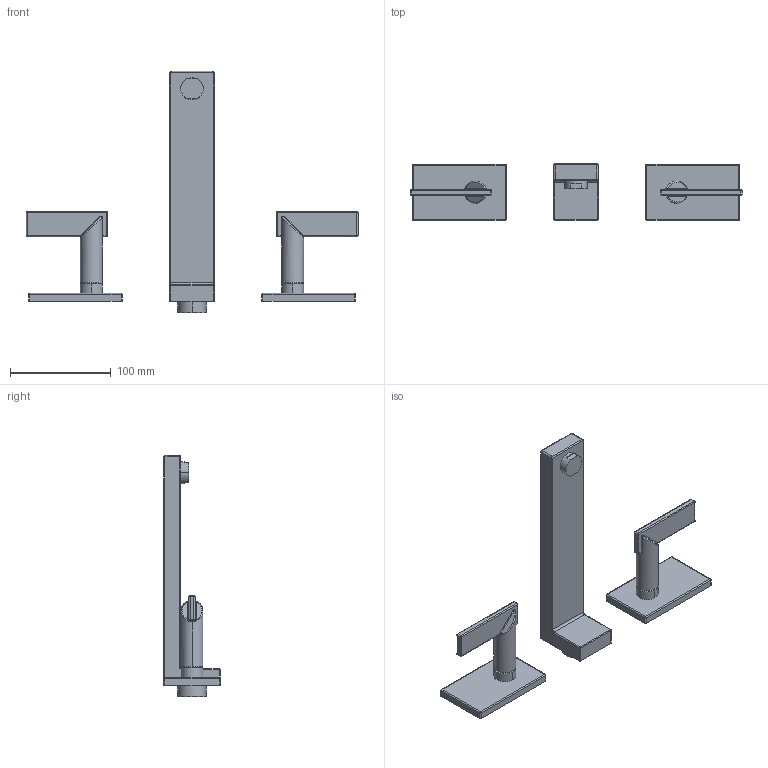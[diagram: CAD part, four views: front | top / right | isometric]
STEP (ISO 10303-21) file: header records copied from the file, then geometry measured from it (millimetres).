
FILE_DESCRIPTION((''),'2;1');
FILE_NAME('3-2541_SW0002','2020-11-25T16:58:46',('rsmith'),(''),'CREO PARAMETRIC BY PTC INC, 2018400','CREO PARAMETRIC BY PTC INC, 2018400','');
FILE_SCHEMA(('AUTOMOTIVE_DESIGN { 1 0 10303 214 1 1 1 1 }'));
Length unit declared in the file: inch
Products named in the file (1): 3-2541_SW0002
Bounding box: 330.05 x 55.88 x 239.73 mm (x, y, z)
Volume: 360553.4 mm3; surface area: 78737.4 mm2
Topology: 3 solids, 3 shells, 193 faces, 420 edges, 242 vertices
Faces by surface type: cylinder 84, plane 49, bspline 28, sphere 26, torus 6
Entity records: 9015 total; most frequent: CARTESIAN_POINT 2640, DIRECTION 888, ORIENTED_EDGE 840, PRESENTATION_STYLE_ASSIGNMENT 534, STYLED_ITEM 424, CURVE_STYLE 420, EDGE_CURVE 420, AXIS2_PLACEMENT_3D 357
